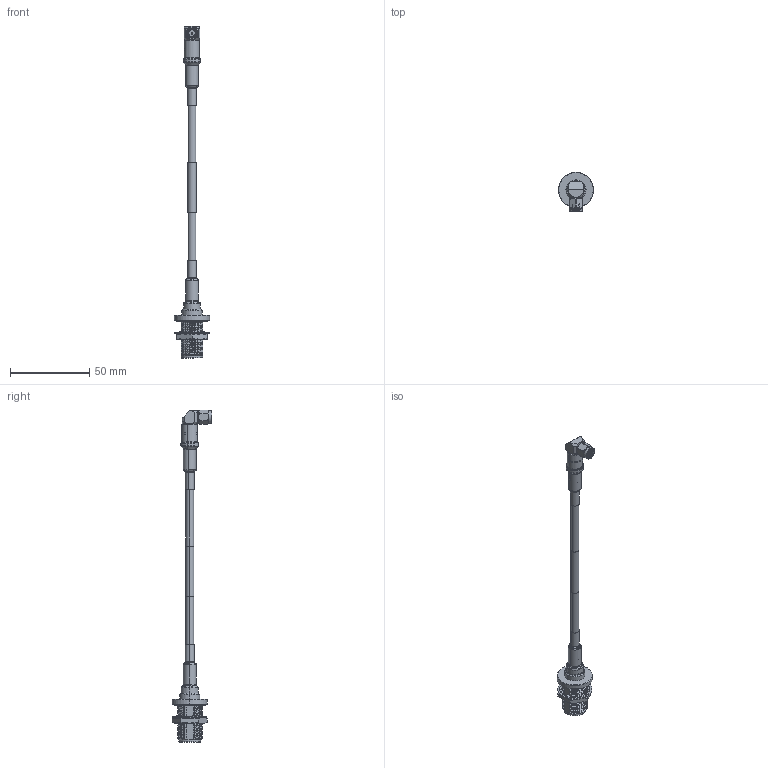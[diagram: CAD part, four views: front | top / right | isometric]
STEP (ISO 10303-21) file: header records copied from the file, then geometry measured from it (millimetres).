
FILE_DESCRIPTION (( 'STEP AP214' ), '1' );
FILE_NAME ('FMC00620_3D.step', '2024-01-19T19:35:58', ( '' ), ( '' ), 'SwSTEP 2.0', 'SolidWorks 2022', '' );
FILE_SCHEMA (( 'AUTOMOTIVE_DESIGN' ));
Length unit declared in the file: inch
Products named in the file (6): Copy of LL142^FMC00620; Copy of PE44813-FMCN1079^FMC00620; FMC00620_3D; Heatshrink_LL142-2_240177; Copy of PE44817-4MJR5 ¦ FMCN1083-4MJR5^FMC00620; Heatshrink_LL142-3_240177
Assembly tree (5 placements, depth 2):
  FMC00620_3D
    Copy of LL142^FMC00620
    Copy of PE44817-4MJR5 ¦ FMCN1083-4MJR5^FMC00620
    Copy of PE44813-FMCN1079^FMC00620
    Heatshrink_LL142-2_240177
    Heatshrink_LL142-3_240177
Bounding box: 22.23 x 25.08 x 208.97 mm (x, y, z)
Volume: 14721.3 mm3; surface area: 10954.6 mm2
Topology: 7 solids, 7 shells, 529 faces, 1408 edges, 915 vertices
Faces by surface type: bspline 173, cylinder 169, plane 88, cone 77, torus 22
Entity records: 112740 total; most frequent: CARTESIAN_POINT 101028, ORIENTED_EDGE 2816, DIRECTION 1768, EDGE_CURVE 1408, VERTEX_POINT 915, AXIS2_PLACEMENT_3D 693, EDGE_LOOP 555, ADVANCED_FACE 529
